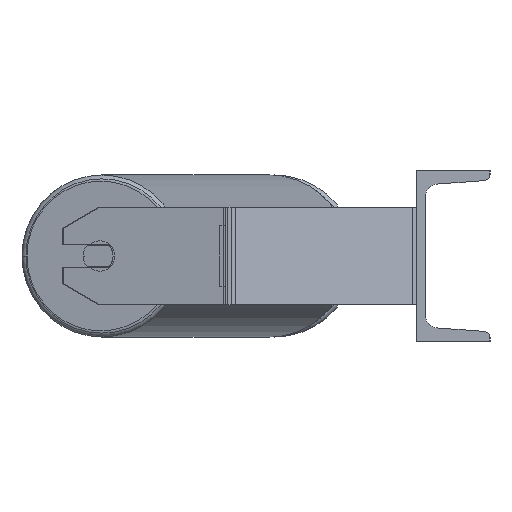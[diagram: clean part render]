
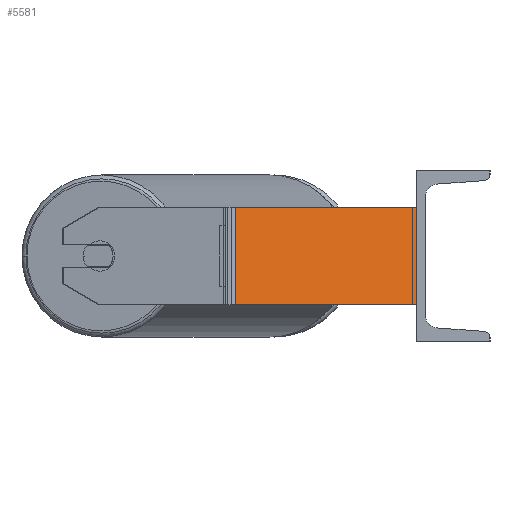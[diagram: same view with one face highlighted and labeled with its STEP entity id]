
A CAD part, left-side view. The second image highlights one B-rep face of the part: STEP entity #5581.
In plain terms, the highlighted planar face has unit normal (-0.906, -0.423, 0).
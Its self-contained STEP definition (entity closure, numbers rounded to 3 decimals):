
#673 = LINE ( 'NONE', #3529, #739 ) ;
#739 = VECTOR ( 'NONE', #2102, 1000. ) ;
#956 = DIRECTION ( 'NONE',  ( 0.906, 0.423, 0. ) ) ;
#976 = DIRECTION ( 'NONE',  ( 0.423, -0.906, 0. ) ) ;
#1130 = CARTESIAN_POINT ( 'NONE',  ( -1185., 0., -40. ) ) ;
#1707 = CARTESIAN_POINT ( 'NONE',  ( -1256.552, 153.444, -40. ) ) ;
#2102 = DIRECTION ( 'NONE',  ( 0., 0., -1. ) ) ;
#2378 = FACE_OUTER_BOUND ( 'NONE', #4132, .T. ) ;
#2674 = VECTOR ( 'NONE', #5171, 1000. ) ;
#3529 = CARTESIAN_POINT ( 'NONE',  ( -1185., 0., 40. ) ) ;
#3530 = DIRECTION ( 'NONE',  ( 0.423, -0.906, 0. ) ) ;
#4132 = EDGE_LOOP ( 'NONE', ( #8793, #4605, #4687, #6887 ) ) ;
#4146 = EDGE_CURVE ( 'NONE', #9054, #7113, #4339, .T. ) ;
#4339 = LINE ( 'NONE', #5813, #2674 ) ;
#4525 = VECTOR ( 'NONE', #976, 1000. ) ;
#4605 = ORIENTED_EDGE ( 'NONE', *, *, #9059, .F. ) ;
#4687 = ORIENTED_EDGE ( 'NONE', *, *, #5848, .F. ) ;
#4890 = CARTESIAN_POINT ( 'NONE',  ( -1254.42, 148.872, 40. ) ) ;
#5171 = DIRECTION ( 'NONE',  ( 0., 0., -1. ) ) ;
#5581 = ADVANCED_FACE ( 'NONE', ( #2378 ), #7274, .F. ) ;
#5813 = CARTESIAN_POINT ( 'NONE',  ( -1254.42, 148.872, 40. ) ) ;
#5848 = EDGE_CURVE ( 'NONE', #9054, #7169, #9083, .T. ) ;
#6182 = EDGE_CURVE ( 'NONE', #7113, #7796, #8042, .T. ) ;
#6363 = VECTOR ( 'NONE', #3530, 1000. ) ;
#6506 = DIRECTION ( 'NONE',  ( -0.423, 0.906, 0. ) ) ;
#6720 = CARTESIAN_POINT ( 'NONE',  ( -1254.42, 148.872, -40. ) ) ;
#6887 = ORIENTED_EDGE ( 'NONE', *, *, #4146, .T. ) ;
#6907 = CARTESIAN_POINT ( 'NONE',  ( -1185., 0., 40. ) ) ;
#6990 = CARTESIAN_POINT ( 'NONE',  ( -1256.552, 153.444, 40. ) ) ;
#7113 = VERTEX_POINT ( 'NONE', #6720 ) ;
#7169 = VERTEX_POINT ( 'NONE', #6907 ) ;
#7274 = PLANE ( 'NONE',  #9022 ) ;
#7796 = VERTEX_POINT ( 'NONE', #1130 ) ;
#8042 = LINE ( 'NONE', #1707, #4525 ) ;
#8067 = CARTESIAN_POINT ( 'NONE',  ( -1256.552, 153.444, 40. ) ) ;
#8793 = ORIENTED_EDGE ( 'NONE', *, *, #6182, .T. ) ;
#9022 = AXIS2_PLACEMENT_3D ( 'NONE', #8067, #956, #6506 ) ;
#9054 = VERTEX_POINT ( 'NONE', #4890 ) ;
#9059 = EDGE_CURVE ( 'NONE', #7169, #7796, #673, .T. ) ;
#9083 = LINE ( 'NONE', #6990, #6363 ) ;
